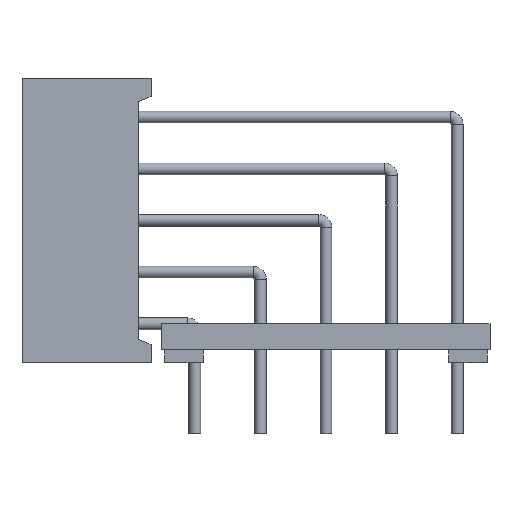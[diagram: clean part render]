
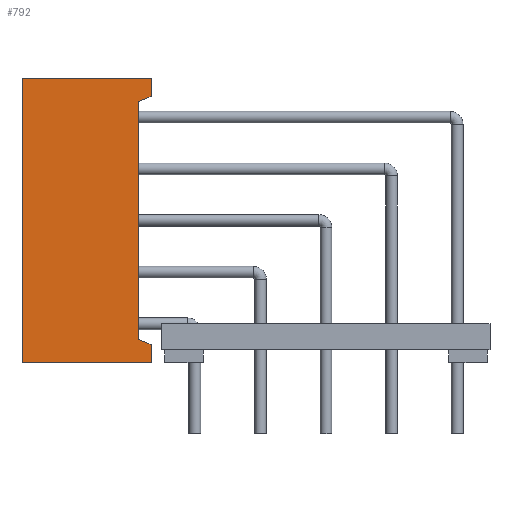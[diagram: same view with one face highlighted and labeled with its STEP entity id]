
A CAD part, front view. The second image highlights one B-rep face of the part: STEP entity #792.
In plain terms, the highlighted planar face has unit normal (0, -1, 0).
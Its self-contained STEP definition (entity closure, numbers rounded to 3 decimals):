
#122 = CARTESIAN_POINT ( 'NONE',  ( 129.506, 67.788, 11. ) ) ;
#318 = EDGE_LOOP ( 'NONE', ( #9122, #1165, #1662, #4342, #8016, #9989, #6700, #2977 ) ) ;
#350 = CARTESIAN_POINT ( 'NONE',  ( 134.506, 67.788, 0. ) ) ;
#792 = ADVANCED_FACE ( 'NONE', ( #5355 ), #7251, .T. ) ;
#905 = DIRECTION ( 'NONE',  ( 1., 0., 0. ) ) ;
#924 = VECTOR ( 'NONE', #4324, 1000. ) ;
#1077 = VECTOR ( 'NONE', #4944, 1000. ) ;
#1165 = ORIENTED_EDGE ( 'NONE', *, *, #9165, .T. ) ;
#1377 = EDGE_CURVE ( 'NONE', #10848, #5537, #5210, .T. ) ;
#1462 = DIRECTION ( 'NONE',  ( 0.928, 0., 0.371 ) ) ;
#1662 = ORIENTED_EDGE ( 'NONE', *, *, #5124, .T. ) ;
#2237 = CARTESIAN_POINT ( 'NONE',  ( 134.006, 67.788, 10.1 ) ) ;
#2277 = VECTOR ( 'NONE', #4655, 1000. ) ;
#2351 = VERTEX_POINT ( 'NONE', #6986 ) ;
#2401 = VECTOR ( 'NONE', #1462, 1000. ) ;
#2408 = VERTEX_POINT ( 'NONE', #10588 ) ;
#2515 = CARTESIAN_POINT ( 'NONE',  ( 129.506, 67.788, 0. ) ) ;
#2960 = LINE ( 'NONE', #4141, #10292 ) ;
#2977 = ORIENTED_EDGE ( 'NONE', *, *, #10872, .T. ) ;
#3163 = LINE ( 'NONE', #9371, #924 ) ;
#3682 = LINE ( 'NONE', #5193, #6103 ) ;
#3700 = CARTESIAN_POINT ( 'NONE',  ( 134.506, 67.788, 0. ) ) ;
#4006 = LINE ( 'NONE', #350, #2277 ) ;
#4141 = CARTESIAN_POINT ( 'NONE',  ( 129.506, 67.788, 11. ) ) ;
#4250 = LINE ( 'NONE', #8620, #1077 ) ;
#4273 = CARTESIAN_POINT ( 'NONE',  ( 129.506, 67.788, 0. ) ) ;
#4324 = DIRECTION ( 'NONE',  ( 0., 0., 1. ) ) ;
#4342 = ORIENTED_EDGE ( 'NONE', *, *, #9440, .T. ) ;
#4655 = DIRECTION ( 'NONE',  ( 0., 0., 1. ) ) ;
#4944 = DIRECTION ( 'NONE',  ( -0.928, 0., 0.371 ) ) ;
#5124 = EDGE_CURVE ( 'NONE', #8452, #10682, #3682, .T. ) ;
#5153 = EDGE_CURVE ( 'NONE', #5673, #6305, #3163, .T. ) ;
#5193 = CARTESIAN_POINT ( 'NONE',  ( 134.006, 67.788, 0. ) ) ;
#5210 = LINE ( 'NONE', #8812, #5475 ) ;
#5355 = FACE_OUTER_BOUND ( 'NONE', #318, .T. ) ;
#5475 = VECTOR ( 'NONE', #8033, 1000. ) ;
#5537 = VERTEX_POINT ( 'NONE', #10144 ) ;
#5545 = CARTESIAN_POINT ( 'NONE',  ( 129.506, 67.788, 0. ) ) ;
#5673 = VERTEX_POINT ( 'NONE', #4273 ) ;
#6103 = VECTOR ( 'NONE', #10230, 1000. ) ;
#6303 = DIRECTION ( 'NONE',  ( 0., 0., -1. ) ) ;
#6305 = VERTEX_POINT ( 'NONE', #122 ) ;
#6691 = DIRECTION ( 'NONE',  ( 1., 0., 0. ) ) ;
#6700 = ORIENTED_EDGE ( 'NONE', *, *, #5153, .F. ) ;
#6986 = CARTESIAN_POINT ( 'NONE',  ( 134.506, 67.788, 11. ) ) ;
#7251 = PLANE ( 'NONE',  #8840 ) ;
#7351 = EDGE_CURVE ( 'NONE', #6305, #2351, #2960, .T. ) ;
#7998 = LINE ( 'NONE', #2237, #2401 ) ;
#8016 = ORIENTED_EDGE ( 'NONE', *, *, #8380, .T. ) ;
#8033 = DIRECTION ( 'NONE',  ( 0., 0., 1. ) ) ;
#8380 = EDGE_CURVE ( 'NONE', #2408, #2351, #4006, .T. ) ;
#8452 = VERTEX_POINT ( 'NONE', #10731 ) ;
#8620 = CARTESIAN_POINT ( 'NONE',  ( 134.506, 67.788, 0.7 ) ) ;
#8812 = CARTESIAN_POINT ( 'NONE',  ( 134.506, 67.788, 0. ) ) ;
#8840 = AXIS2_PLACEMENT_3D ( 'NONE', #5545, #8845, #6303 ) ;
#8845 = DIRECTION ( 'NONE',  ( 0., -1., 0. ) ) ;
#8880 = LINE ( 'NONE', #2515, #10863 ) ;
#9122 = ORIENTED_EDGE ( 'NONE', *, *, #1377, .T. ) ;
#9165 = EDGE_CURVE ( 'NONE', #5537, #8452, #4250, .T. ) ;
#9371 = CARTESIAN_POINT ( 'NONE',  ( 129.506, 67.788, 11. ) ) ;
#9417 = CARTESIAN_POINT ( 'NONE',  ( 134.006, 67.788, 10.1 ) ) ;
#9440 = EDGE_CURVE ( 'NONE', #10682, #2408, #7998, .T. ) ;
#9989 = ORIENTED_EDGE ( 'NONE', *, *, #7351, .F. ) ;
#10144 = CARTESIAN_POINT ( 'NONE',  ( 134.506, 67.788, 0.7 ) ) ;
#10230 = DIRECTION ( 'NONE',  ( 0., 0., 1. ) ) ;
#10292 = VECTOR ( 'NONE', #6691, 1000. ) ;
#10588 = CARTESIAN_POINT ( 'NONE',  ( 134.506, 67.788, 10.3 ) ) ;
#10682 = VERTEX_POINT ( 'NONE', #9417 ) ;
#10731 = CARTESIAN_POINT ( 'NONE',  ( 134.006, 67.788, 0.9 ) ) ;
#10848 = VERTEX_POINT ( 'NONE', #3700 ) ;
#10863 = VECTOR ( 'NONE', #905, 1000. ) ;
#10872 = EDGE_CURVE ( 'NONE', #5673, #10848, #8880, .T. ) ;
